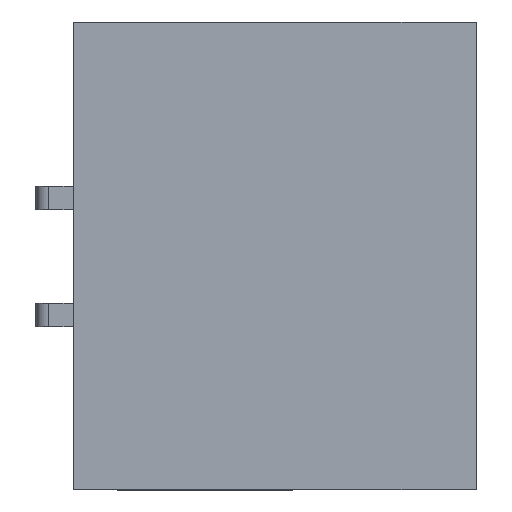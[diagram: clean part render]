
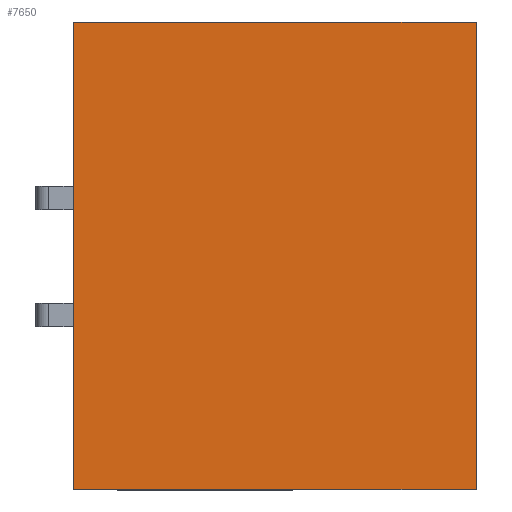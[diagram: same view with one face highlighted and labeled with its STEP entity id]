
A CAD part, top view. The second image highlights one B-rep face of the part: STEP entity #7650.
In plain terms, the highlighted face is planar.
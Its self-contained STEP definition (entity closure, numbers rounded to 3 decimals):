
#1548=ORIENTED_EDGE('',*,*,#2013,.T.);
#1549=ORIENTED_EDGE('',*,*,#2482,.F.);
#1550=ORIENTED_EDGE('',*,*,#2158,.F.);
#1551=ORIENTED_EDGE('',*,*,#2483,.T.);
#2013=EDGE_CURVE('',#2792,#2791,#3358,.T.);
#2158=EDGE_CURVE('',#2882,#2883,#3502,.T.);
#2482=EDGE_CURVE('',#2883,#2791,#3794,.T.);
#2483=EDGE_CURVE('',#2882,#2792,#3795,.T.);
#2791=VERTEX_POINT('',#10003);
#2792=VERTEX_POINT('',#10005);
#2882=VERTEX_POINT('',#10271);
#2883=VERTEX_POINT('',#10273);
#3358=LINE('',#10004,#4122);
#3502=LINE('',#10272,#4266);
#3794=LINE('',#10919,#4558);
#3795=LINE('',#10921,#4559);
#4122=VECTOR('',#8408,1000.);
#4266=VECTOR('',#8618,1000.);
#4558=VECTOR('',#9286,1000.);
#4559=VECTOR('',#9289,1000.);
#4881=EDGE_LOOP('',(#1548,#1549,#1550,#1551));
#5165=FACE_BOUND('',#4881,.T.);
#5425=PLANE('',#7976);
#7650=ADVANCED_FACE('',(#5165),#5425,.F.);
#7976=AXIS2_PLACEMENT_3D('',#10920,#9287,#9288);
#8408=DIRECTION('',(0.,0.,-1.));
#8618=DIRECTION('',(0.,0.,-1.));
#9286=DIRECTION('',(-1.,0.,0.));
#9287=DIRECTION('',(0.,1.,0.));
#9288=DIRECTION('',(0.,0.,-1.));
#9289=DIRECTION('',(-1.,0.,0.));
#10003=CARTESIAN_POINT('',(-2.,-2.575,-1.725));
#10004=CARTESIAN_POINT('',(-2.,-2.575,1.725));
#10005=CARTESIAN_POINT('',(-2.,-2.575,1.725));
#10271=CARTESIAN_POINT('',(2.,-2.575,1.725));
#10272=CARTESIAN_POINT('',(2.,-2.575,1.725));
#10273=CARTESIAN_POINT('',(2.,-2.575,-1.725));
#10919=CARTESIAN_POINT('',(2.,-2.575,-1.725));
#10920=CARTESIAN_POINT('',(2.,-2.575,1.725));
#10921=CARTESIAN_POINT('',(2.,-2.575,1.725));
